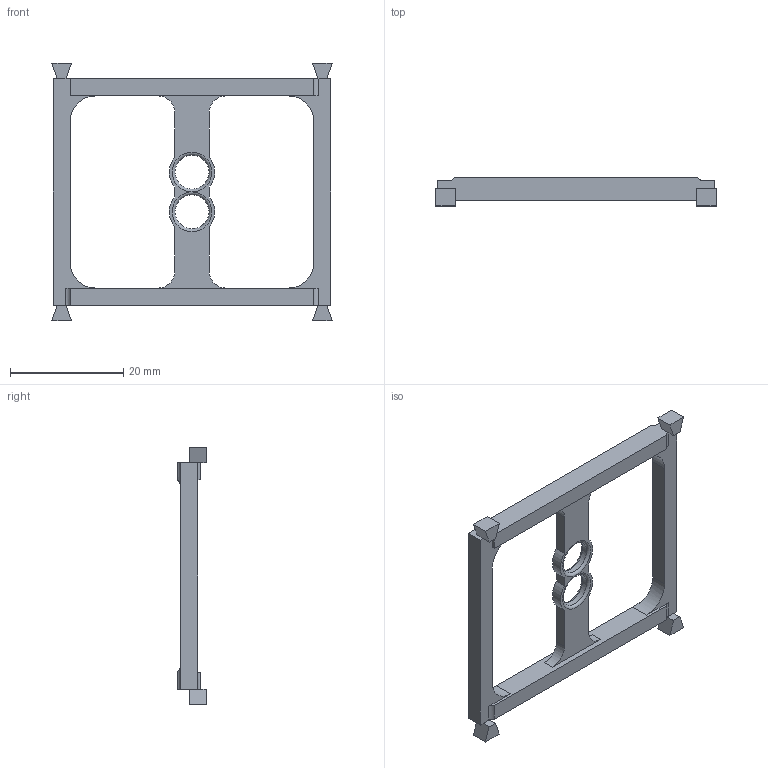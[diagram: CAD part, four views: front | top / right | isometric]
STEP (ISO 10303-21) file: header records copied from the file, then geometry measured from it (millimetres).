
FILE_DESCRIPTION(/* description */ (''),/* implementation_level */ '2;1');
FILE_NAME(/* name */ 'b10eb2d2-ccb7-480c-a07f-275392df49a0.stp',/* time_stamp */ '2019-01-08T13:40:38+00:00',/* author */ (''),/* organization */ (''),/* preprocessor_version */ 'ST-DEVELOPER v17.2',/* originating_system */ 'Autodesk Translation Framework v7.6.0.251',/* authorisation */ '');
FILE_SCHEMA (('AUTOMOTIVE_DESIGN { 1 0 10303 214 3 1 1 }'));
Length unit declared in the file: millimetre
Products named in the file (1): wing brace
Bounding box: 49.45 x 5 x 45.5 mm (x, y, z)
Volume: 2226.2 mm3; surface area: 2847.7 mm2
Topology: 1 solids, 1 shells, 80 faces, 230 edges, 148 vertices
Faces by surface type: plane 51, cylinder 25, torus 4
Full cylindrical faces by diameter (mm): 6 x2
Entity records: 2690 total; most frequent: CARTESIAN_POINT 515, ORIENTED_EDGE 460, DIRECTION 439, EDGE_CURVE 230, LINE 167, VECTOR 167, VERTEX_POINT 148, AXIS2_PLACEMENT_3D 136
